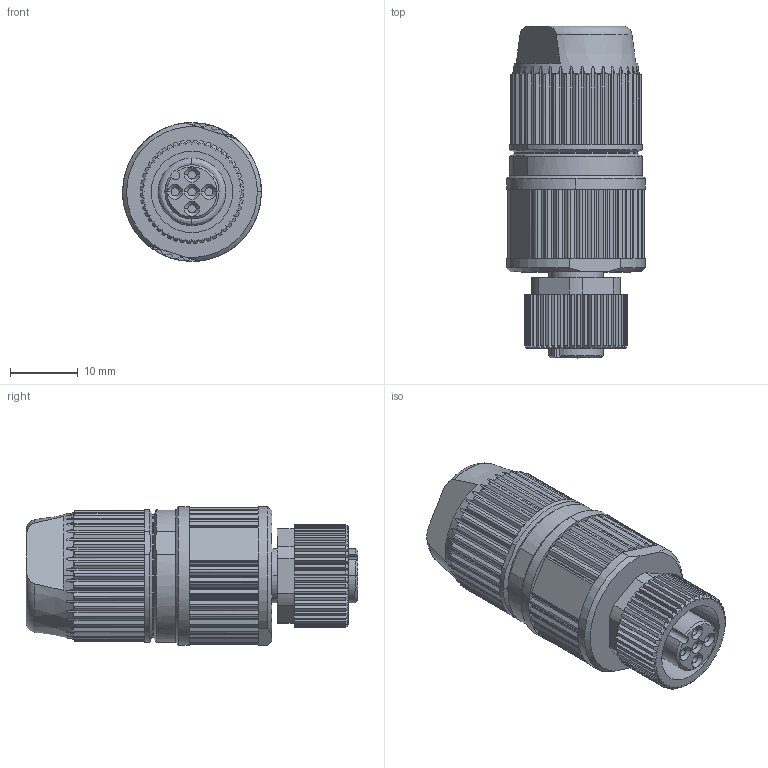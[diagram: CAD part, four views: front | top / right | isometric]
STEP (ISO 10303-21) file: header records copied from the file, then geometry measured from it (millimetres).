
FILE_DESCRIPTION (( 'STEP AP214' ), '1' );
FILE_NAME ('M12FT5AF.STEP', '2018-08-17T18:52:04', ( '' ), ( '' ), 'SwSTEP 2.0', 'SolidWorks 2017', '' );
FILE_SCHEMA (( 'AUTOMOTIVE_DESIGN' ));
Length unit declared in the file: millimetre
Products named in the file (1): M12FT5AF
Bounding box: 20.5 x 49 x 20.5 mm (x, y, z)
Volume: 10901.3 mm3; surface area: 5149.3 mm2
Topology: 1 solids, 1 shells, 671 faces, 1938 edges, 1286 vertices
Faces by surface type: plane 279, cylinder 276, cone 109, bspline 4, torus 3
Entity records: 26291 total; most frequent: CARTESIAN_POINT 8166, ORIENTED_EDGE 3876, DIRECTION 2732, EDGE_CURVE 1938, VERTEX_POINT 1286, AXIS2_PLACEMENT_3D 965, B_SPLINE_CURVE_WITH_KNOTS 838, LINE 802
